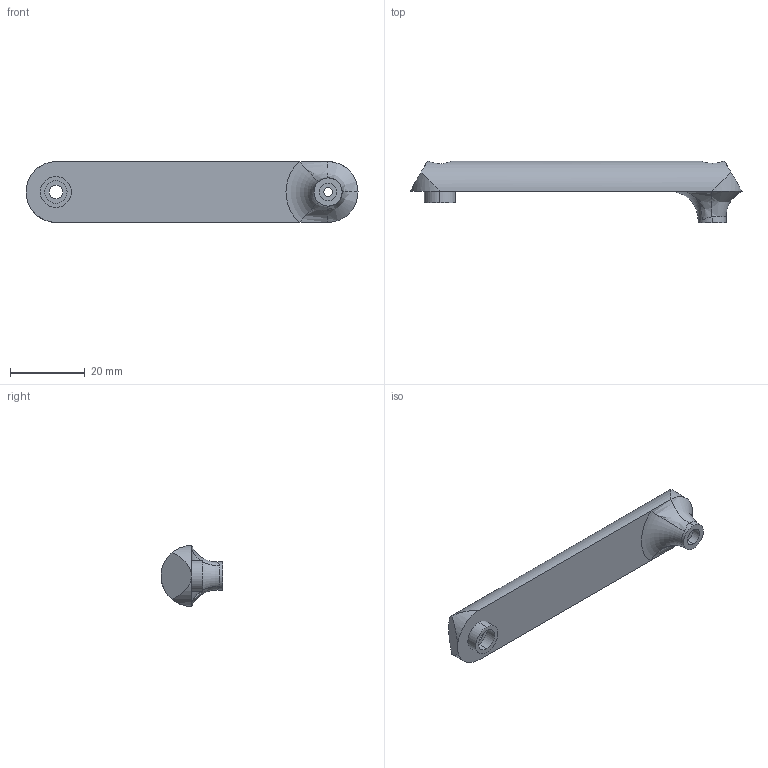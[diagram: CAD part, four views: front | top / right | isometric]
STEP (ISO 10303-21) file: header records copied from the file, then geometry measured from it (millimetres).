
FILE_DESCRIPTION (( 'STEP AP214' ), '1' );
FILE_NAME ('axis2-servo-connect_v5.STEP', '2019-10-22T12:02:18', ( '' ), ( '' ), 'SwSTEP 2.0', 'SolidWorks 2017', '' );
FILE_SCHEMA (( 'AUTOMOTIVE_DESIGN' ));
Length unit declared in the file: millimetre
Products named in the file (1): axis2-servo-connect_v5
Bounding box: 88.75 x 16.5 x 16.25 mm (x, y, z)
Volume: 8748.9 mm3; surface area: 4372.8 mm2
Topology: 1 solids, 1 shells, 35 faces, 77 edges, 49 vertices
Faces by surface type: cylinder 21, plane 9, bspline 4, torus 1
Entity records: 1476 total; most frequent: CARTESIAN_POINT 686, DIRECTION 158, ORIENTED_EDGE 154, EDGE_CURVE 77, AXIS2_PLACEMENT_3D 69, VERTEX_POINT 49, EDGE_LOOP 44, CIRCLE 37
